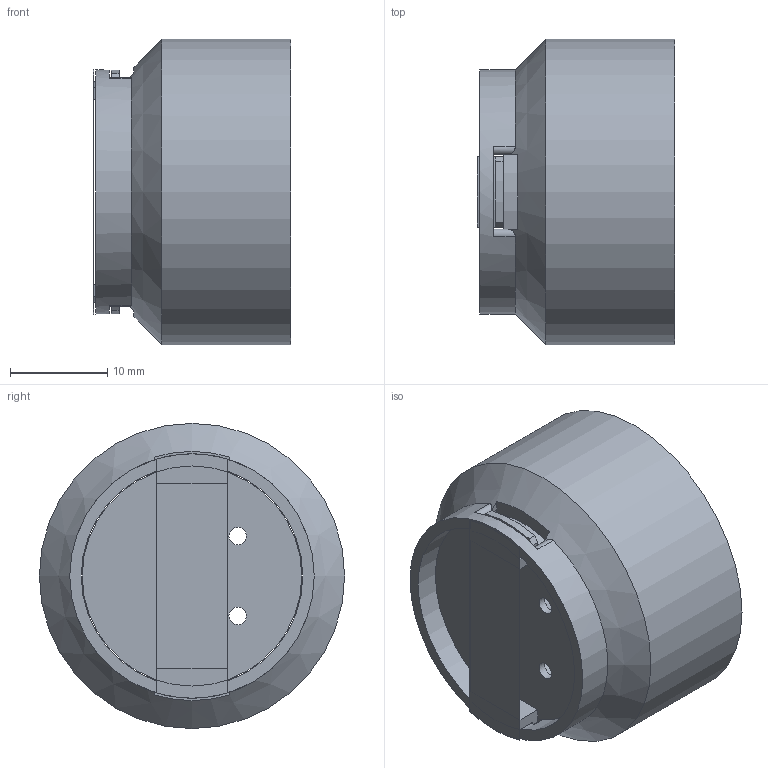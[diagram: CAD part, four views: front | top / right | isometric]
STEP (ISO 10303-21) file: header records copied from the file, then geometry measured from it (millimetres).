
FILE_DESCRIPTION(/* description */ (''),/* implementation_level */ '2;1');
FILE_NAME(/* name */ '28mm Speaker Module v4.step',/* time_stamp */ '2020-01-21T12:48:52-05:00',/* author */ (''),/* organization */ (''),/* preprocessor_version */ 'ST-DEVELOPER v18',/* originating_system */ 'Autodesk Translation Framework v8.12.0.6',/* authorisation */ '');
FILE_SCHEMA (('AUTOMOTIVE_DESIGN { 1 0 10303 214 3 1 1 }'));
Length unit declared in the file: millimetre
Products named in the file (4): 28mm Speaker Module; Speaker Housing; Rails; Speaker Backplate
Assembly tree (3 placements, depth 2):
  28mm Speaker Module
    Speaker Housing
    Rails
    Speaker Backplate
Bounding box: 20.25 x 31.35 x 31.35 mm (x, y, z)
Volume: 3651.6 mm3; surface area: 5700.9 mm2
Topology: 3 solids, 3 shells, 59 faces, 170 edges, 119 vertices
Faces by surface type: plane 32, cylinder 24, cone 3
Full cylindrical faces by diameter (mm): 1.8 x2, 6.398 x1, 22.55 x1, 22.75 x1, 25.1 x1, 27 x1, 28.2 x2, 31.35 x1
Entity records: 2166 total; most frequent: CARTESIAN_POINT 423, DIRECTION 363, ORIENTED_EDGE 340, EDGE_CURVE 170, AXIS2_PLACEMENT_3D 139, VERTEX_POINT 119, LINE 85, VECTOR 85
